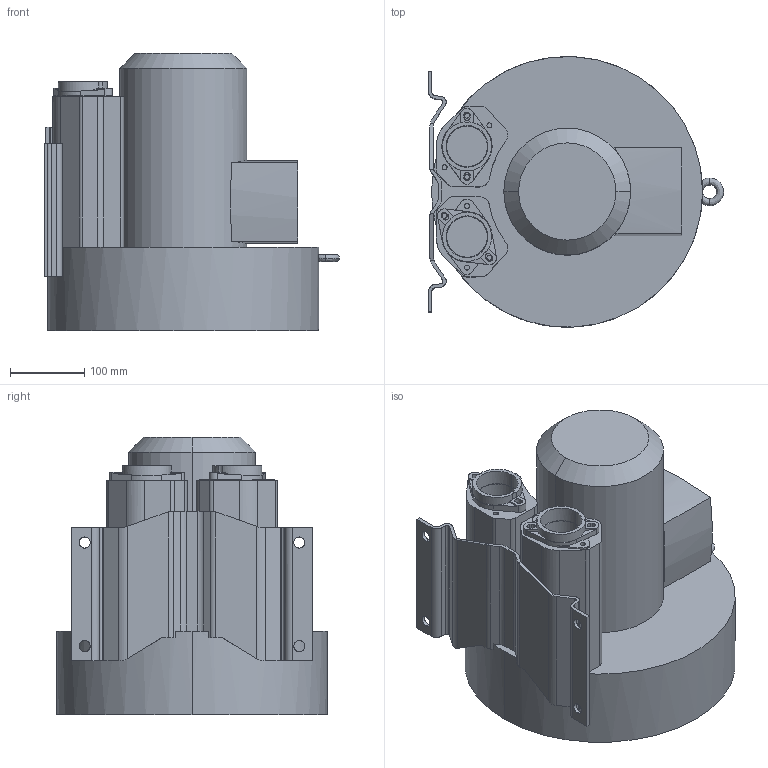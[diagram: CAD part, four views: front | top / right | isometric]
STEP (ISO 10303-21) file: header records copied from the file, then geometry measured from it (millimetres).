
FILE_DESCRIPTION (( 'STEP AP203' ), '1' );
FILE_NAME ('2RB610-1AQ06.STEP', '2025-04-27T01:12:26', ( '' ), ( '' ), 'SwSTEP 2.0', 'SolidWorks 2021', '' );
FILE_SCHEMA (( 'CONFIG_CONTROL_DESIGN' ));
Length unit declared in the file: millimetre
Products named in the file (1): 2RB610-1AQ06
Bounding box: 398.75 x 365.8 x 374.25 mm (x, y, z)
Volume: 22212035.4 mm3; surface area: 812777.7 mm2
Topology: 1 solids, 1 shells, 246 faces, 762 edges, 536 vertices
Faces by surface type: cylinder 121, plane 116, bspline 7, cone 2
Entity records: 15693 total; most frequent: CARTESIAN_POINT 9332, ORIENTED_EDGE 1524, DIRECTION 992, EDGE_CURVE 762, VERTEX_POINT 536, VECTOR 348, LINE 348, B_SPLINE_CURVE_WITH_KNOTS 322
